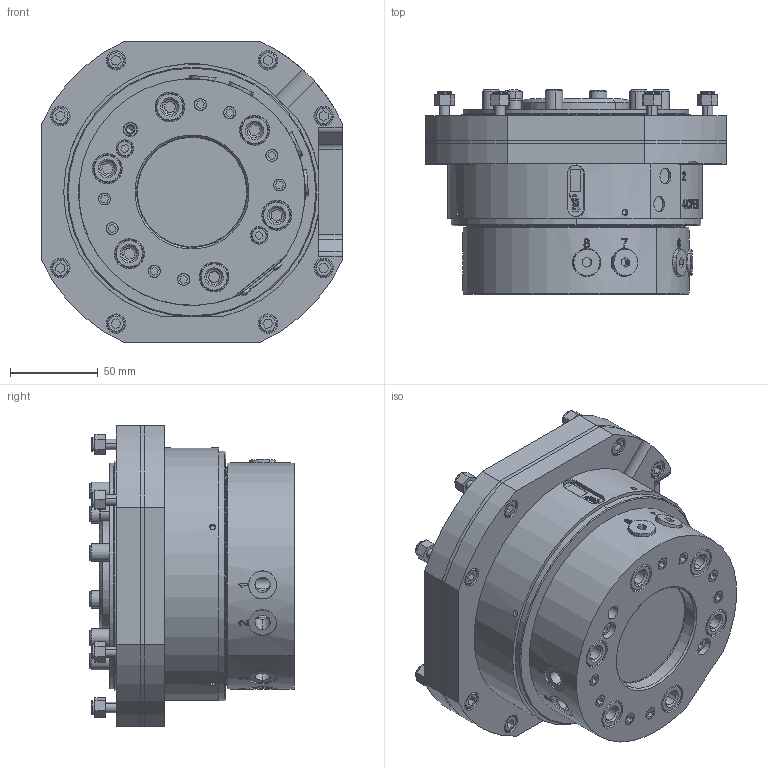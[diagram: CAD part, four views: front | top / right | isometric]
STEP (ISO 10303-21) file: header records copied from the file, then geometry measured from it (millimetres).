
FILE_DESCRIPTION (( 'STEP AP203' ), '1' );
FILE_NAME ('P1914.STEP', '2020-01-30T09:12:26', ( '' ), ( '' ), 'SwSTEP 2.0', 'SolidWorks 2017', '' );
FILE_SCHEMA (( 'CONFIG_CONTROL_DESIGN' ));
Length unit declared in the file: millimetre
Products named in the file (1): P1914
Bounding box: 171 x 116.2 x 171 mm (x, y, z)
Volume: 2375584.1 mm3; surface area: 391285.6 mm2
Topology: 59 solids, 59 shells, 1673 faces, 3917 edges, 2518 vertices
Faces by surface type: plane 669, cylinder 516, cone 229, bspline 189, torus 58, sphere 12
Entity records: 69300 total; most frequent: CARTESIAN_POINT 31321, ORIENTED_EDGE 7826, DIRECTION 7596, EDGE_CURVE 3913, AXIS2_PLACEMENT_3D 2841, VERTEX_POINT 2518, EDGE_LOOP 1963, VECTOR 1914
